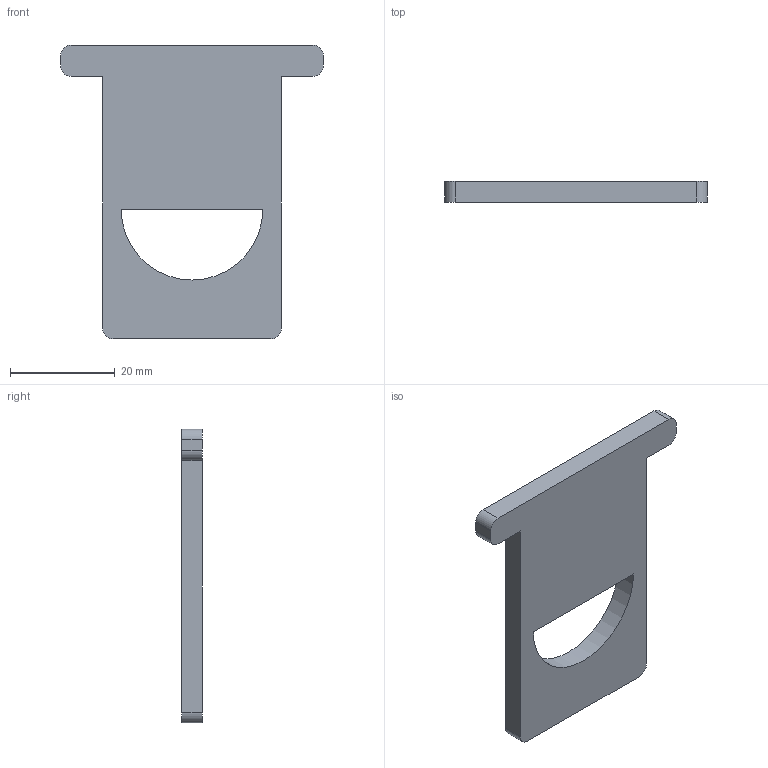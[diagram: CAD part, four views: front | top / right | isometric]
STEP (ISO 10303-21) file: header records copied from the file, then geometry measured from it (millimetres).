
FILE_DESCRIPTION(/* description */ (''),/* implementation_level */ '2;1');
FILE_NAME(/* name */ '00_Slider_Mask_DPC.ipt.step',/* time_stamp */ '2022-11-29T07:50:31+01:00',/* author */ ('diederichbenedict'),/* organization */ (''),/* preprocessor_version */ 'ST-DEVELOPER v18.1',/* originating_system */ 'Autodesk Inventor 2022',/* authorisation */ '');
FILE_SCHEMA (('AUTOMOTIVE_DESIGN { 1 0 10303 214 3 1 1 }'));
Length unit declared in the file: millimetre
Products named in the file (1): 00_Slider_Mask_DPC
Bounding box: 50 x 4 x 56 mm (x, y, z)
Volume: 6813.4 mm3; surface area: 4591 mm2
Topology: 1 solids, 1 shells, 73 faces, 198 edges, 132 vertices
Faces by surface type: plane 34, bspline 32, cylinder 7
Entity records: 2503 total; most frequent: CARTESIAN_POINT 820, ORIENTED_EDGE 396, DIRECTION 232, EDGE_CURVE 198, VERTEX_POINT 132, LINE 120, VECTOR 120, EDGE_LOOP 80
